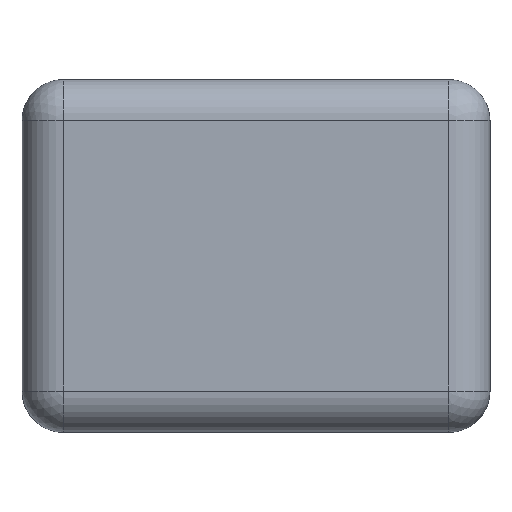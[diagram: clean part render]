
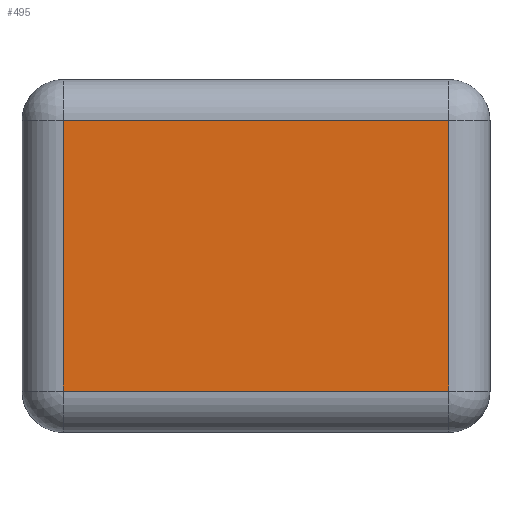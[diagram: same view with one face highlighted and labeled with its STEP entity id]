
A CAD part, top view. The second image highlights one B-rep face of the part: STEP entity #495.
In plain terms, the highlighted planar face has unit normal (0, 0, 1).
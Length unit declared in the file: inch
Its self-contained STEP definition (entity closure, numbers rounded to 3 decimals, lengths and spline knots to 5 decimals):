
#27=PLANE('',#561);
#57=FACE_OUTER_BOUND('',#95,.T.);
#95=EDGE_LOOP('',(#377,#378,#379,#380));
#132=LINE('',#798,#162);
#134=LINE('',#806,#164);
#136=LINE('',#816,#166);
#138=LINE('',#825,#168);
#162=VECTOR('',#618,0.3937);
#164=VECTOR('',#626,0.3937);
#166=VECTOR('',#638,0.3937);
#168=VECTOR('',#650,0.3937);
#227=VERTEX_POINT('',#791);
#230=VERTEX_POINT('',#796);
#233=VERTEX_POINT('',#804);
#236=VERTEX_POINT('',#814);
#270=EDGE_CURVE('',#230,#227,#132,.T.);
#274=EDGE_CURVE('',#233,#230,#134,.T.);
#279=EDGE_CURVE('',#236,#233,#136,.T.);
#284=EDGE_CURVE('',#227,#236,#138,.T.);
#377=ORIENTED_EDGE('',*,*,#270,.F.);
#378=ORIENTED_EDGE('',*,*,#274,.F.);
#379=ORIENTED_EDGE('',*,*,#279,.F.);
#380=ORIENTED_EDGE('',*,*,#284,.F.);
#495=ADVANCED_FACE('',(#57),#27,.T.);
#561=AXIS2_PLACEMENT_3D('',#848,#678,#679);
#618=DIRECTION('',(0.,1.,0.));
#626=DIRECTION('',(-1.,0.,0.));
#638=DIRECTION('',(0.,-1.,0.));
#650=DIRECTION('',(1.,0.,0.));
#678=DIRECTION('center_axis',(0.,0.,1.));
#679=DIRECTION('ref_axis',(1.,0.,0.));
#791=CARTESIAN_POINT('',(-0.5855,0.4105,0.52992));
#796=CARTESIAN_POINT('',(-0.5855,-0.4105,0.52992));
#798=CARTESIAN_POINT('',(-0.5855,0.20525,0.52992));
#804=CARTESIAN_POINT('',(0.5855,-0.4105,0.52992));
#806=CARTESIAN_POINT('',(-0.29275,-0.4105,0.52992));
#814=CARTESIAN_POINT('',(0.5855,0.4105,0.52992));
#816=CARTESIAN_POINT('',(0.5855,-0.20525,0.52992));
#825=CARTESIAN_POINT('',(0.29275,0.4105,0.52992));
#848=CARTESIAN_POINT('Origin',(0.,0.,0.52992));
